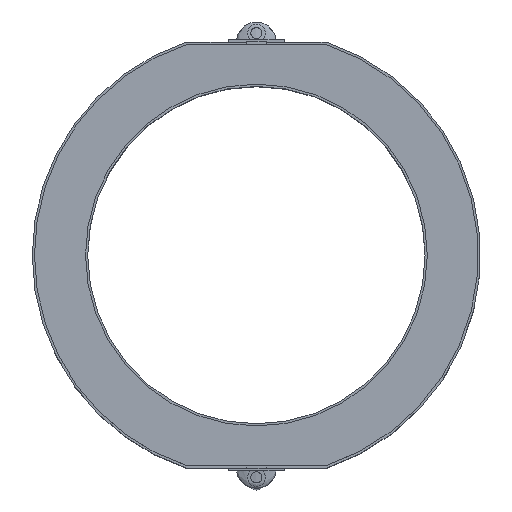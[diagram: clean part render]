
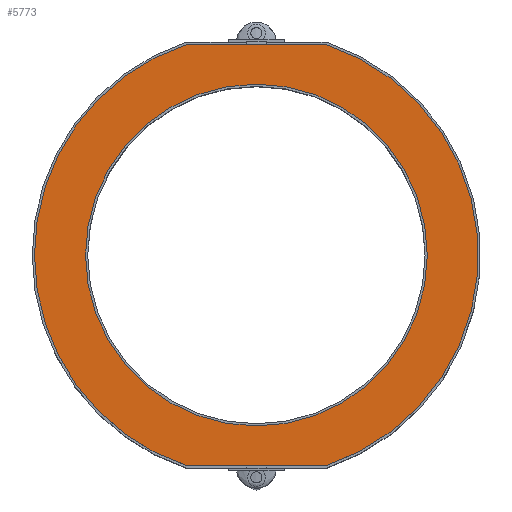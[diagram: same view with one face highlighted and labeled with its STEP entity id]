
A CAD part, top view. The second image highlights one B-rep face of the part: STEP entity #5773.
In plain terms, the highlighted planar face has unit normal (0, 0, 1).
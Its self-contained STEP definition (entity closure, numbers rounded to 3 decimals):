
#88 = AXIS2_PLACEMENT_3D ( 'NONE', #426, #1763, #2207 ) ;
#219 = EDGE_CURVE ( 'NONE', #271, #4717, #3884, .T. ) ;
#228 = DIRECTION ( 'NONE',  ( 0., 0., 1. ) ) ;
#271 = VERTEX_POINT ( 'NONE', #3347 ) ;
#288 = VERTEX_POINT ( 'NONE', #3888 ) ;
#310 = CARTESIAN_POINT ( 'NONE',  ( -10., 0., 10. ) ) ;
#354 = DIRECTION ( 'NONE',  ( 0., 0., 1. ) ) ;
#426 = CARTESIAN_POINT ( 'NONE',  ( 0., 0., 10. ) ) ;
#429 = AXIS2_PLACEMENT_3D ( 'NONE', #931, #4839, #813 ) ;
#488 = LINE ( 'NONE', #3215, #1260 ) ;
#507 = CARTESIAN_POINT ( 'NONE',  ( -7.7, 0., 10. ) ) ;
#573 = CARTESIAN_POINT ( 'NONE',  ( -3.122, -9.5, 10. ) ) ;
#660 = DIRECTION ( 'NONE',  ( 1., 0., 0. ) ) ;
#708 = CARTESIAN_POINT ( 'NONE',  ( 3.122, 9.5, 10. ) ) ;
#813 = DIRECTION ( 'NONE',  ( 1., 0., 0. ) ) ;
#830 = ORIENTED_EDGE ( 'NONE', *, *, #4505, .T. ) ;
#931 = CARTESIAN_POINT ( 'NONE',  ( 0., 0., 10. ) ) ;
#1157 = ORIENTED_EDGE ( 'NONE', *, *, #219, .F. ) ;
#1160 = AXIS2_PLACEMENT_3D ( 'NONE', #3437, #228, #5162 ) ;
#1213 = EDGE_CURVE ( 'NONE', #4749, #3228, #4605, .T. ) ;
#1260 = VECTOR ( 'NONE', #5411, 1000. ) ;
#1277 = ORIENTED_EDGE ( 'NONE', *, *, #2708, .F. ) ;
#1450 = LINE ( 'NONE', #573, #1871 ) ;
#1725 = EDGE_CURVE ( 'NONE', #4326, #4749, #1450, .T. ) ;
#1763 = DIRECTION ( 'NONE',  ( 0., 0., 1. ) ) ;
#1764 = ORIENTED_EDGE ( 'NONE', *, *, #2095, .T. ) ;
#1871 = VECTOR ( 'NONE', #660, 1000. ) ;
#2065 = AXIS2_PLACEMENT_3D ( 'NONE', #3515, #3575, #2714 ) ;
#2095 = EDGE_CURVE ( 'NONE', #4122, #4326, #3733, .T. ) ;
#2133 = DIRECTION ( 'NONE',  ( 1., 0., 0. ) ) ;
#2189 = FACE_BOUND ( 'NONE', #5613, .T. ) ;
#2207 = DIRECTION ( 'NONE',  ( 1., 0., 0. ) ) ;
#2708 = EDGE_CURVE ( 'NONE', #4717, #271, #4628, .T. ) ;
#2714 = DIRECTION ( 'NONE',  ( 1., 0., 0. ) ) ;
#2853 = CARTESIAN_POINT ( 'NONE',  ( 0., 0., 10. ) ) ;
#3215 = CARTESIAN_POINT ( 'NONE',  ( -3.122, 9.5, 10. ) ) ;
#3228 = VERTEX_POINT ( 'NONE', #708 ) ;
#3347 = CARTESIAN_POINT ( 'NONE',  ( 7.7, 0., 10. ) ) ;
#3412 = AXIS2_PLACEMENT_3D ( 'NONE', #5264, #354, #2133 ) ;
#3437 = CARTESIAN_POINT ( 'NONE',  ( 0., 0., 10. ) ) ;
#3515 = CARTESIAN_POINT ( 'NONE',  ( 0., 0., 10. ) ) ;
#3575 = DIRECTION ( 'NONE',  ( 0., 0., 1. ) ) ;
#3620 = CARTESIAN_POINT ( 'NONE',  ( -3.122, -9.5, 10. ) ) ;
#3733 = CIRCLE ( 'NONE', #88, 10. ) ;
#3809 = ORIENTED_EDGE ( 'NONE', *, *, #4394, .T. ) ;
#3884 = CIRCLE ( 'NONE', #1160, 7.7 ) ;
#3888 = CARTESIAN_POINT ( 'NONE',  ( -3.122, 9.5, 10. ) ) ;
#3949 = FACE_OUTER_BOUND ( 'NONE', #5214, .T. ) ;
#4078 = CIRCLE ( 'NONE', #429, 10. ) ;
#4122 = VERTEX_POINT ( 'NONE', #310 ) ;
#4326 = VERTEX_POINT ( 'NONE', #3620 ) ;
#4372 = PLANE ( 'NONE',  #3412 ) ;
#4394 = EDGE_CURVE ( 'NONE', #288, #4122, #4078, .T. ) ;
#4505 = EDGE_CURVE ( 'NONE', #3228, #288, #488, .T. ) ;
#4605 = CIRCLE ( 'NONE', #2065, 10. ) ;
#4628 = CIRCLE ( 'NONE', #4996, 7.7 ) ;
#4660 = DIRECTION ( 'NONE',  ( 1., 0., 0. ) ) ;
#4717 = VERTEX_POINT ( 'NONE', #507 ) ;
#4749 = VERTEX_POINT ( 'NONE', #4974 ) ;
#4781 = ORIENTED_EDGE ( 'NONE', *, *, #1725, .T. ) ;
#4839 = DIRECTION ( 'NONE',  ( 0., 0., 1. ) ) ;
#4974 = CARTESIAN_POINT ( 'NONE',  ( 3.122, -9.5, 10. ) ) ;
#4996 = AXIS2_PLACEMENT_3D ( 'NONE', #2853, #5563, #4660 ) ;
#5162 = DIRECTION ( 'NONE',  ( 1., 0., 0. ) ) ;
#5214 = EDGE_LOOP ( 'NONE', ( #5327, #830, #3809, #1764, #4781 ) ) ;
#5264 = CARTESIAN_POINT ( 'NONE',  ( 0., 0., 10. ) ) ;
#5327 = ORIENTED_EDGE ( 'NONE', *, *, #1213, .T. ) ;
#5411 = DIRECTION ( 'NONE',  ( -1., 0., 0. ) ) ;
#5563 = DIRECTION ( 'NONE',  ( 0., 0., 1. ) ) ;
#5613 = EDGE_LOOP ( 'NONE', ( #1157, #1277 ) ) ;
#5773 = ADVANCED_FACE ( 'NONE', ( #2189, #3949 ), #4372, .T. ) ;
